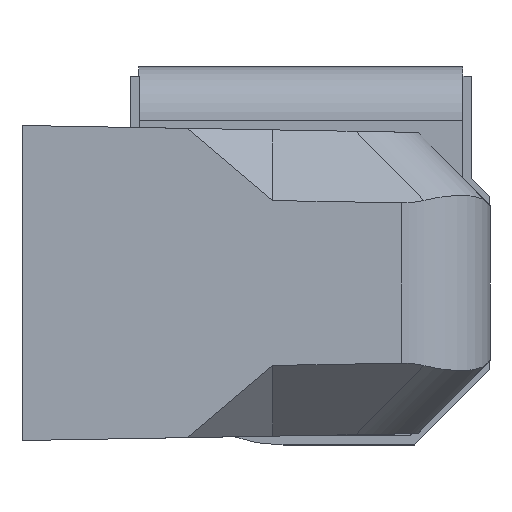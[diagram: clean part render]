
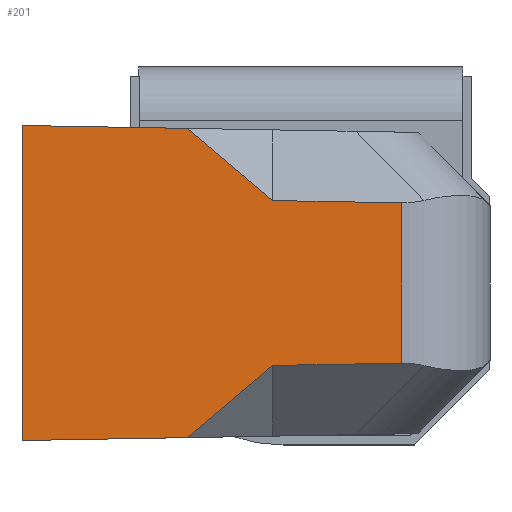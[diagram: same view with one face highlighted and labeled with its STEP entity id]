
A CAD part, front view. The second image highlights one B-rep face of the part: STEP entity #201.
In plain terms, the highlighted planar face has unit normal (0.018, -1, 0).
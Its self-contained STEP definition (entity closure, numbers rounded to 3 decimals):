
#201 = ADVANCED_FACE ( 'NONE', ( #4296 ), #6236, .F. ) ;
#262 = VECTOR ( 'NONE', #3330, 1000. ) ;
#299 = CARTESIAN_POINT ( 'NONE',  ( -17., -50., -8.75 ) ) ;
#484 = DIRECTION ( 'NONE',  ( 0., 0., -1. ) ) ;
#578 = ORIENTED_EDGE ( 'NONE', *, *, #2039, .T. ) ;
#775 = DIRECTION ( 'NONE',  ( -1., -0.017, 0.017 ) ) ;
#1042 = VERTEX_POINT ( 'NONE', #299 ) ;
#1075 = VECTOR ( 'NONE', #775, 1000. ) ;
#1232 = CARTESIAN_POINT ( 'NONE',  ( -17., -50., 8.75 ) ) ;
#1274 = DIRECTION ( 'NONE',  ( -1., -0.017, -0.017 ) ) ;
#1382 = VERTEX_POINT ( 'NONE', #7349 ) ;
#1587 = CARTESIAN_POINT ( 'NONE',  ( -17.069, -50.001, 4.824 ) ) ;
#2012 = LINE ( 'NONE', #1232, #4409 ) ;
#2018 = EDGE_CURVE ( 'NONE', #3592, #4137, #4829, .T. ) ;
#2039 = EDGE_CURVE ( 'NONE', #3233, #5324, #2342, .T. ) ;
#2058 = EDGE_CURVE ( 'NONE', #5048, #1382, #6580, .T. ) ;
#2076 = CARTESIAN_POINT ( 'NONE',  ( -16.695, -49.995, -8.745 ) ) ;
#2176 = VECTOR ( 'NONE', #2450, 1000. ) ;
#2342 = LINE ( 'NONE', #1587, #1075 ) ;
#2417 = CARTESIAN_POINT ( 'NONE',  ( -7.802, -49.839, -8.589 ) ) ;
#2450 = DIRECTION ( 'NONE',  ( -0.763, -0.013, 0.647 ) ) ;
#2862 = DIRECTION ( 'NONE',  ( 0., 0., 1. ) ) ;
#2992 = ORIENTED_EDGE ( 'NONE', *, *, #6563, .T. ) ;
#3145 = DIRECTION ( 'NONE',  ( -1., -0.017, 0. ) ) ;
#3206 = CARTESIAN_POINT ( 'NONE',  ( 4.087, -49.632, 4.454 ) ) ;
#3233 = VERTEX_POINT ( 'NONE', #3206 ) ;
#3252 = CARTESIAN_POINT ( 'NONE',  ( -13.233, -49.934, 13.194 ) ) ;
#3330 = DIRECTION ( 'NONE',  ( 1., 0.017, -0.017 ) ) ;
#3424 = VECTOR ( 'NONE', #2862, 1000. ) ;
#3521 = DIRECTION ( 'NONE',  ( 0.763, 0.013, 0.647 ) ) ;
#3592 = VERTEX_POINT ( 'NONE', #5814 ) ;
#3617 = CARTESIAN_POINT ( 'NONE',  ( 4.087, -49.632, 8.75 ) ) ;
#3640 = VECTOR ( 'NONE', #1274, 1000. ) ;
#3714 = ORIENTED_EDGE ( 'NONE', *, *, #6584, .F. ) ;
#3950 = DIRECTION ( 'NONE',  ( -0.017, 1., 0. ) ) ;
#3953 = VECTOR ( 'NONE', #3521, 1000. ) ;
#4026 = LINE ( 'NONE', #3252, #2176 ) ;
#4084 = CARTESIAN_POINT ( 'NONE',  ( -17., -50., 8.75 ) ) ;
#4137 = VERTEX_POINT ( 'NONE', #7111 ) ;
#4273 = CARTESIAN_POINT ( 'NONE',  ( -4.603, -49.784, -5.877 ) ) ;
#4296 = FACE_OUTER_BOUND ( 'NONE', #6505, .T. ) ;
#4394 = LINE ( 'NONE', #3617, #3424 ) ;
#4402 = EDGE_CURVE ( 'NONE', #5324, #4137, #4026, .T. ) ;
#4409 = VECTOR ( 'NONE', #484, 1000. ) ;
#4696 = CARTESIAN_POINT ( 'NONE',  ( -17., -50., 8.75 ) ) ;
#4829 = LINE ( 'NONE', #4084, #262 ) ;
#5012 = AXIS2_PLACEMENT_3D ( 'NONE', #4696, #3950, #3145 ) ;
#5048 = VERTEX_POINT ( 'NONE', #6288 ) ;
#5070 = LINE ( 'NONE', #4273, #3953 ) ;
#5089 = DIRECTION ( 'NONE',  ( -1., -0.017, -0.017 ) ) ;
#5107 = ORIENTED_EDGE ( 'NONE', *, *, #4402, .T. ) ;
#5169 = LINE ( 'NONE', #2076, #3640 ) ;
#5324 = VERTEX_POINT ( 'NONE', #5360 ) ;
#5360 = CARTESIAN_POINT ( 'NONE',  ( -3.072, -49.757, 4.579 ) ) ;
#5814 = CARTESIAN_POINT ( 'NONE',  ( -17., -50., 8.75 ) ) ;
#5833 = CARTESIAN_POINT ( 'NONE',  ( -16.763, -49.996, -4.819 ) ) ;
#5890 = ORIENTED_EDGE ( 'NONE', *, *, #2058, .F. ) ;
#6059 = VECTOR ( 'NONE', #5089, 1000. ) ;
#6213 = ORIENTED_EDGE ( 'NONE', *, *, #6404, .T. ) ;
#6236 = PLANE ( 'NONE',  #5012 ) ;
#6288 = CARTESIAN_POINT ( 'NONE',  ( 4.087, -49.632, -4.454 ) ) ;
#6404 = EDGE_CURVE ( 'NONE', #3592, #1042, #2012, .T. ) ;
#6415 = ORIENTED_EDGE ( 'NONE', *, *, #2018, .F. ) ;
#6505 = EDGE_LOOP ( 'NONE', ( #5890, #2992, #578, #5107, #6415, #6213, #3714, #7098 ) ) ;
#6563 = EDGE_CURVE ( 'NONE', #5048, #3233, #4394, .T. ) ;
#6580 = LINE ( 'NONE', #5833, #6059 ) ;
#6584 = EDGE_CURVE ( 'NONE', #6835, #1042, #5169, .T. ) ;
#6835 = VERTEX_POINT ( 'NONE', #2417 ) ;
#7098 = ORIENTED_EDGE ( 'NONE', *, *, #7210, .T. ) ;
#7111 = CARTESIAN_POINT ( 'NONE',  ( -7.802, -49.839, 8.589 ) ) ;
#7210 = EDGE_CURVE ( 'NONE', #6835, #1382, #5070, .T. ) ;
#7349 = CARTESIAN_POINT ( 'NONE',  ( -3.072, -49.757, -4.579 ) ) ;
